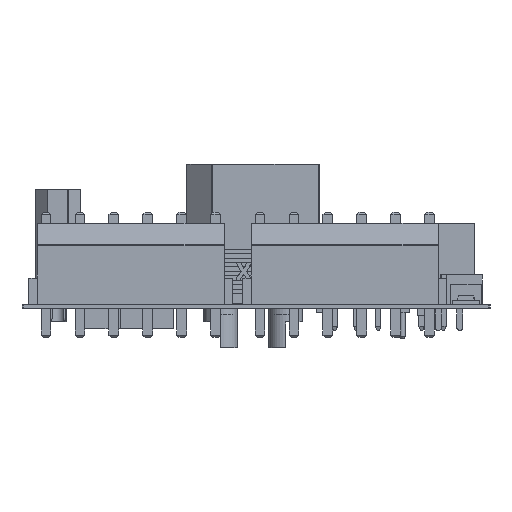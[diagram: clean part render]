
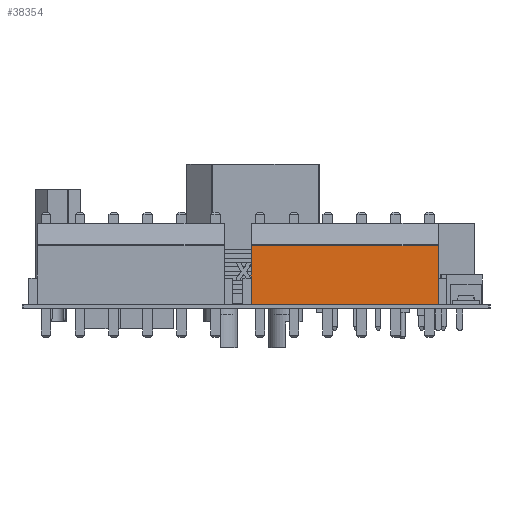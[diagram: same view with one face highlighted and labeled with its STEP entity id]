
A CAD part, left-side view. The second image highlights one B-rep face of the part: STEP entity #38354.
In plain terms, the highlighted face is planar.
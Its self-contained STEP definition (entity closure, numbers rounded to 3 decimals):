
#38286 = EDGE_CURVE('',#38287,#38289,#38291,.T.);
#38287 = VERTEX_POINT('',#38288);
#38288 = CARTESIAN_POINT('',(22.8,-1.6,-4.55));
#38289 = VERTEX_POINT('',#38290);
#38290 = CARTESIAN_POINT('',(1.,-1.6,-4.55));
#38291 = LINE('',#38292,#38293);
#38292 = CARTESIAN_POINT('',(23.8,-1.6,-4.55));
#38293 = VECTOR('',#38294,1.);
#38294 = DIRECTION('',(-1.,0.,0.));
#38354 = ADVANCED_FACE('',(#38355),#38380,.T.);
#38355 = FACE_BOUND('',#38356,.T.);
#38356 = EDGE_LOOP('',(#38357,#38365,#38366,#38374));
#38357 = ORIENTED_EDGE('',*,*,#38358,.F.);
#38358 = EDGE_CURVE('',#38287,#38359,#38361,.T.);
#38359 = VERTEX_POINT('',#38360);
#38360 = CARTESIAN_POINT('',(22.8,5.4,-4.55));
#38361 = LINE('',#38362,#38363);
#38362 = CARTESIAN_POINT('',(22.8,0.,-4.55));
#38363 = VECTOR('',#38364,1.);
#38364 = DIRECTION('',(0.,1.,0.));
#38365 = ORIENTED_EDGE('',*,*,#38286,.T.);
#38366 = ORIENTED_EDGE('',*,*,#38367,.T.);
#38367 = EDGE_CURVE('',#38289,#38368,#38370,.T.);
#38368 = VERTEX_POINT('',#38369);
#38369 = CARTESIAN_POINT('',(1.,5.4,-4.55));
#38370 = LINE('',#38371,#38372);
#38371 = CARTESIAN_POINT('',(1.,0.,-4.55));
#38372 = VECTOR('',#38373,1.);
#38373 = DIRECTION('',(0.,1.,0.));
#38374 = ORIENTED_EDGE('',*,*,#38375,.F.);
#38375 = EDGE_CURVE('',#38359,#38368,#38376,.T.);
#38376 = LINE('',#38377,#38378);
#38377 = CARTESIAN_POINT('',(23.8,5.4,-4.55));
#38378 = VECTOR('',#38379,1.);
#38379 = DIRECTION('',(-1.,0.,0.));
#38380 = PLANE('',#38381);
#38381 = AXIS2_PLACEMENT_3D('',#38382,#38383,#38384);
#38382 = CARTESIAN_POINT('',(23.8,0.,-4.55));
#38383 = DIRECTION('',(0.,0.,-1.));
#38384 = DIRECTION('',(0.,1.,0.));
